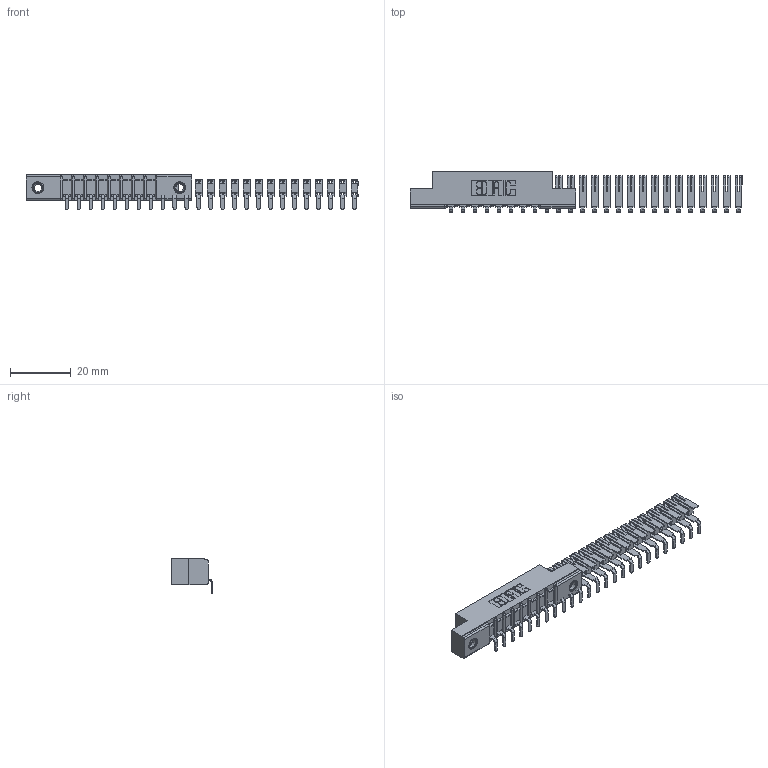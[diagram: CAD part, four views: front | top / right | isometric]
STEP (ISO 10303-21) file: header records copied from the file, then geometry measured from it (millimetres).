
FILE_DESCRIPTION (( 'STEP AP203' ), '1' );
FILE_NAME ('357-025-553-107.STEP', '2018-08-09T02:11:47', ( '' ), ( '' ), 'SwSTEP 2.0', 'SolidWorks 2016', '' );
FILE_SCHEMA (( 'CONFIG_CONTROL_DESIGN' ));
Length unit declared in the file: inch
Products named in the file (4): 307 Part_.156 Dia Mounting Holes; 307-290-002_553; 345-250-001_345-250-005-103; 357-025-553-107
Assembly tree (28 placements, depth 2):
  357-025-553-107
    307 Part_.156 Dia Mounting Holes
    307-290-002_553  x25
    345-250-001_345-250-005-103  x2
Bounding box: 109.72 x 13.32 x 11.51 mm (x, y, z)
Volume: 4082.9 mm3; surface area: 9557.6 mm2
Topology: 28 solids, 28 shells, 1797 faces, 5471 edges, 3614 vertices
Faces by surface type: plane 1073, cylinder 690, sphere 18, cone 12, torus 4
Entity records: 13633 total; most frequent: CARTESIAN_POINT 2200, DIRECTION 2181, ORIENTED_EDGE 2166, EDGE_CURVE 1083, LINE 811, VECTOR 811, VERTEX_POINT 704, AXIS2_PLACEMENT_3D 685
